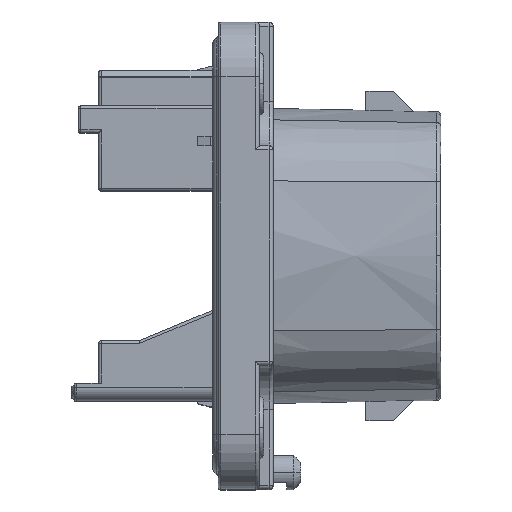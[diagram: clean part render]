
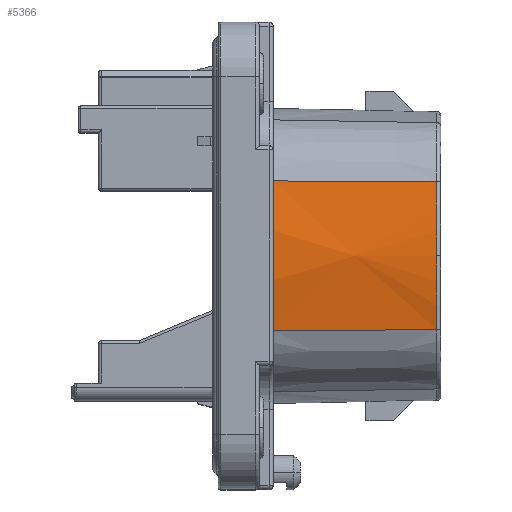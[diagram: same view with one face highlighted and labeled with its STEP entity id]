
A CAD part, top view. The second image highlights one B-rep face of the part: STEP entity #5366.
In plain terms, the highlighted conical face has half-angle 1 degrees and reference radius 22.85 mm.
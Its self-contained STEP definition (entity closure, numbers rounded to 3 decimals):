
#18 = CIRCLE ( 'NONE', #12111, 23.063 ) ;
#724 = CARTESIAN_POINT ( 'NONE',  ( 11.905, 5.39, 11.06 ) ) ;
#1525 = CARTESIAN_POINT ( 'NONE',  ( 12.201, 5.389, 11.055 ) ) ;
#1614 = CARTESIAN_POINT ( 'NONE',  ( 11.905, 0., -11.15 ) ) ;
#1891 = CONICAL_SURFACE ( 'NONE', #11730, 22.85, 0.017 ) ;
#2101 = ORIENTED_EDGE ( 'NONE', *, *, #16842, .T. ) ;
#2163 = CARTESIAN_POINT ( 'NONE',  ( 11.905, 0., 11.705 ) ) ;
#3490 = VERTEX_POINT ( 'NONE', #12301 ) ;
#3508 = DIRECTION ( 'NONE',  ( 0., 0., 1. ) ) ;
#3751 = DIRECTION ( 'NONE',  ( -1., 0., 0. ) ) ;
#3944 = CARTESIAN_POINT ( 'NONE',  ( 0., 5.439, 11.262 ) ) ;
#4148 = ORIENTED_EDGE ( 'NONE', *, *, #13727, .T. ) ;
#4908 = FACE_OUTER_BOUND ( 'NONE', #12322, .T. ) ;
#5366 = ADVANCED_FACE ( 'NONE', ( #4908 ), #1891, .T. ) ;
#5646 = ORIENTED_EDGE ( 'NONE', *, *, #11125, .F. ) ;
#6034 = CIRCLE ( 'NONE', #9354, 22.855 ) ;
#6198 = VECTOR ( 'NONE', #11640, 1000. ) ;
#6279 = VERTEX_POINT ( 'NONE', #12969 ) ;
#7083 = DIRECTION ( 'NONE',  ( -1., 0., 0. ) ) ;
#7101 = DIRECTION ( 'NONE',  ( -1., 0.004, 0.017 ) ) ;
#8604 = EDGE_CURVE ( 'NONE', #6279, #13061, #13532, .T. ) ;
#8672 = EDGE_CURVE ( 'NONE', #16222, #3490, #18, .T. ) ;
#9093 = DIRECTION ( 'NONE',  ( 1., 0., 0. ) ) ;
#9354 = AXIS2_PLACEMENT_3D ( 'NONE', #1614, #7083, #12463 ) ;
#9997 = LINE ( 'NONE', #1525, #16262 ) ;
#10306 = AXIS2_PLACEMENT_3D ( 'NONE', #11648, #11585, #3508 ) ;
#10758 = DIRECTION ( 'NONE',  ( 0., 0., -1. ) ) ;
#11125 = EDGE_CURVE ( 'NONE', #6279, #3490, #12091, .T. ) ;
#11585 = DIRECTION ( 'NONE',  ( -1., 0., 0. ) ) ;
#11640 = DIRECTION ( 'NONE',  ( -1., -0.004, 0.017 ) ) ;
#11648 = CARTESIAN_POINT ( 'NONE',  ( 11.905, 0., -11.15 ) ) ;
#11730 = AXIS2_PLACEMENT_3D ( 'NONE', #13349, #3751, #10758 ) ;
#12091 = LINE ( 'NONE', #14199, #6198 ) ;
#12111 = AXIS2_PLACEMENT_3D ( 'NONE', #15763, #9093, #14550 ) ;
#12301 = CARTESIAN_POINT ( 'NONE',  ( 0., -5.439, 11.262 ) ) ;
#12322 = EDGE_LOOP ( 'NONE', ( #5646, #13820, #4148, #2101, #15940 ) ) ;
#12463 = DIRECTION ( 'NONE',  ( 0., 0., 1. ) ) ;
#12969 = CARTESIAN_POINT ( 'NONE',  ( 11.905, -5.39, 11.06 ) ) ;
#13061 = VERTEX_POINT ( 'NONE', #2163 ) ;
#13349 = CARTESIAN_POINT ( 'NONE',  ( 12.201, 0., -11.15 ) ) ;
#13532 = CIRCLE ( 'NONE', #10306, 22.855 ) ;
#13727 = EDGE_CURVE ( 'NONE', #13061, #14288, #6034, .T. ) ;
#13820 = ORIENTED_EDGE ( 'NONE', *, *, #8604, .T. ) ;
#14199 = CARTESIAN_POINT ( 'NONE',  ( 12.201, -5.389, 11.055 ) ) ;
#14288 = VERTEX_POINT ( 'NONE', #724 ) ;
#14550 = DIRECTION ( 'NONE',  ( 0., 0., -1. ) ) ;
#15763 = CARTESIAN_POINT ( 'NONE',  ( 0., 0., -11.15 ) ) ;
#15940 = ORIENTED_EDGE ( 'NONE', *, *, #8672, .T. ) ;
#16222 = VERTEX_POINT ( 'NONE', #3944 ) ;
#16262 = VECTOR ( 'NONE', #7101, 1000. ) ;
#16842 = EDGE_CURVE ( 'NONE', #14288, #16222, #9997, .T. ) ;
